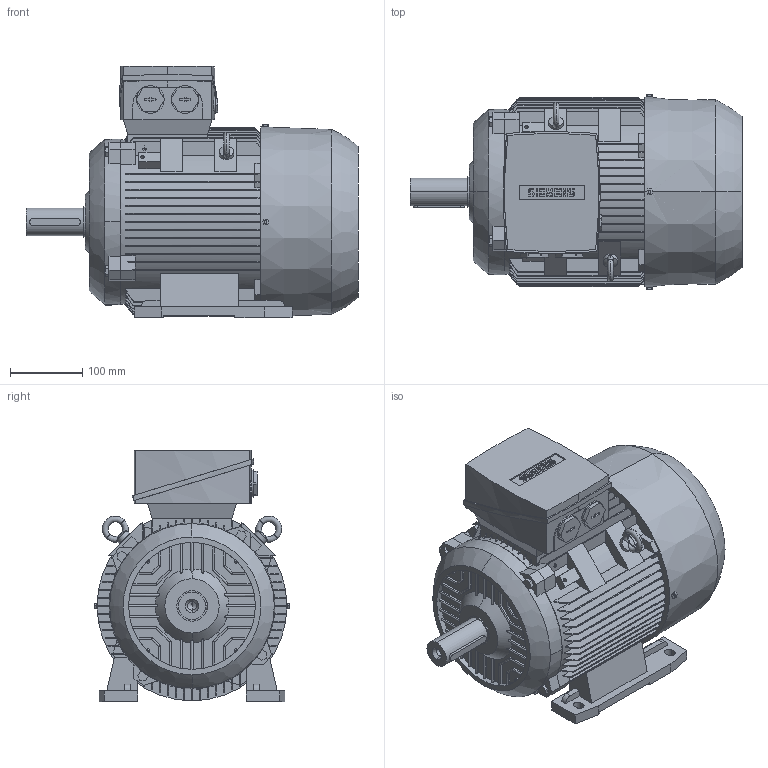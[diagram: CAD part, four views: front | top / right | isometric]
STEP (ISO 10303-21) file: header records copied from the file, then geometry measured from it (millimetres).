
FILE_DESCRIPTION(('STEP AP214'),'1');
FILE_NAME('cctmp_80A85FA4-43CA-4619-BB27-C6BD7D55D5CF_2023_06_27_09_08_49_0401..stp','2023-06-27T07:08:50',('SIEMENS A&D'),('CADClick - www.CADClick.com'),'Spatial InterOp 3D',' ','unknown authorization');
FILE_SCHEMA(('AUTOMOTIVE_DESIGN'));
Length unit declared in the file: millimetre
Products named in the file (1): 1
Bounding box: 458 x 269 x 346.5 mm (x, y, z)
Volume: 19147384.5 mm3; surface area: 831772.2 mm2
Topology: 7 solids, 7 shells, 1154 faces, 3270 edges, 2145 vertices
Faces by surface type: plane 738, cylinder 266, torus 126, cone 20, sphere 4
Entity records: 54346 total; most frequent: CARTESIAN_POINT 15684, ORIENTED_EDGE 6488, DIRECTION 5684, EDGE_CURVE 3244, VERTEX_POINT 2145, LINE 1990, VECTOR 1990, AXIS2_PLACEMENT_3D 1847
